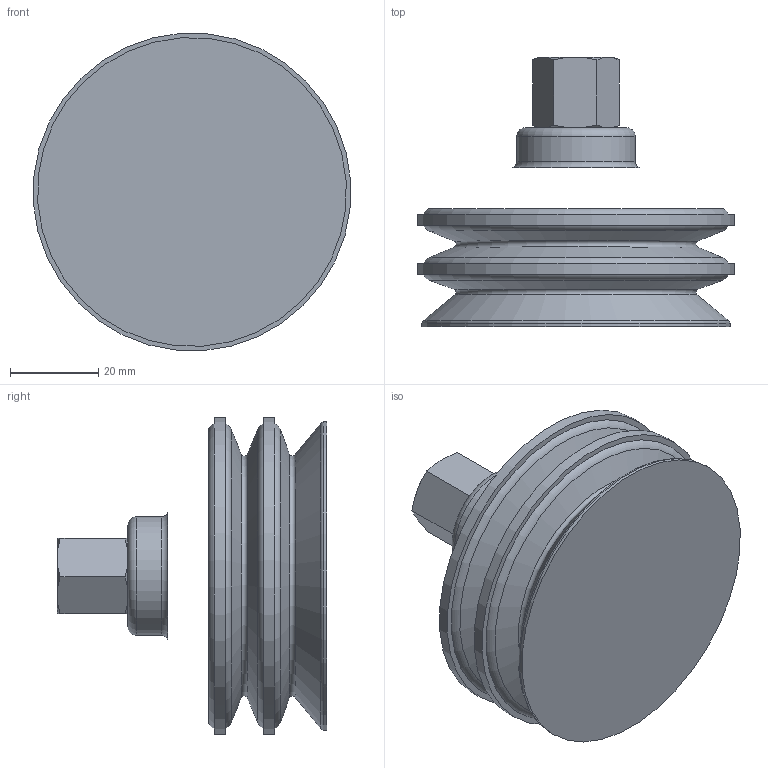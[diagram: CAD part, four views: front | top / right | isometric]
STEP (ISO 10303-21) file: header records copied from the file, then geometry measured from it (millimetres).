
FILE_DESCRIPTION(/* description */ (''),/* implementation_level */ '2;1');
FILE_NAME(/* name */ 'vf72sb_rac7r1-4h.stp',/* time_stamp */ '2020-07-06T11:13:47+02:00',/* author */ ('enginyeria'),/* organization */ (''),/* preprocessor_version */ 'ST-DEVELOPER v17',/* originating_system */ 'Autodesk Inventor 2019',/* authorisation */ '');
FILE_SCHEMA (('CONFIG_CONTROL_DESIGN'));
Length unit declared in the file: millimetre
Products named in the file (1): Pieza106
Bounding box: 71.8 x 61 x 71.8 mm (x, y, z)
Volume: 112860.2 mm3; surface area: 19898 mm2
Topology: 1 solids, 1 shells, 46 faces, 128 edges, 89 vertices
Faces by surface type: cone 19, plane 13, torus 9, cylinder 5
Full cylindrical faces by diameter (mm): 13 x1, 27 x1, 70 x1, 72 x2
Entity records: 1615 total; most frequent: CARTESIAN_POINT 311, DIRECTION 282, ORIENTED_EDGE 254, AXIS2_PLACEMENT_3D 132, EDGE_CURVE 127, VERTEX_POINT 89, CIRCLE 85, EDGE_LOOP 52
